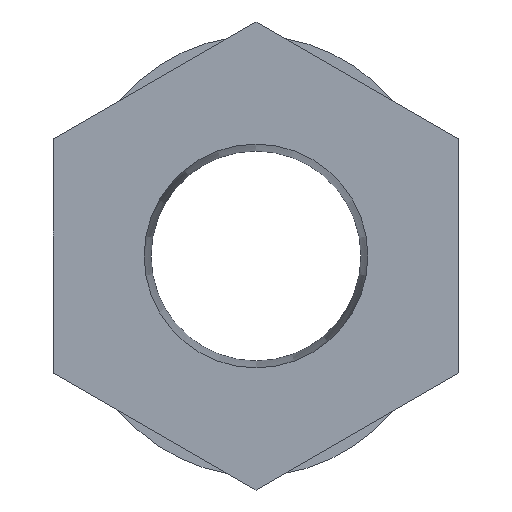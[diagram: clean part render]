
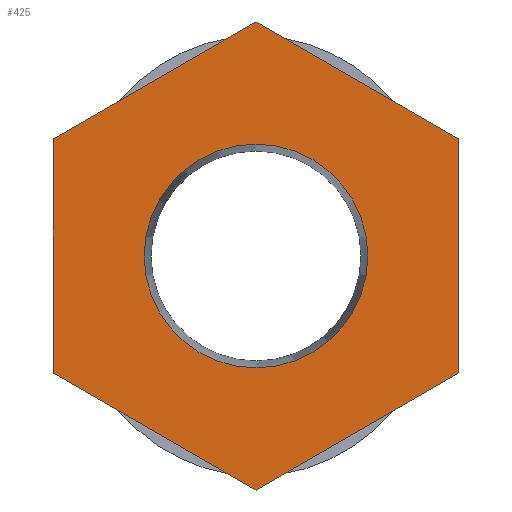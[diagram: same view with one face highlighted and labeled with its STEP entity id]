
A CAD part, front view. The second image highlights one B-rep face of the part: STEP entity #425.
In plain terms, the highlighted planar face has unit normal (0, -1, 0).
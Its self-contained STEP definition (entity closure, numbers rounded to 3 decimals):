
#28=LINE('',#565,#46);
#32=LINE('',#574,#50);
#35=LINE('',#580,#53);
#38=LINE('',#586,#56);
#41=LINE('',#592,#59);
#44=LINE('',#598,#62);
#46=VECTOR('',#484,1000.);
#50=VECTOR('',#490,1000.);
#53=VECTOR('',#495,1000.);
#56=VECTOR('',#500,1000.);
#59=VECTOR('',#505,1000.);
#62=VECTOR('',#510,1000.);
#71=PLANE('',#453);
#110=ORIENTED_EDGE('',*,*,#139,.T.);
#111=ORIENTED_EDGE('',*,*,#141,.T.);
#112=ORIENTED_EDGE('',*,*,#145,.T.);
#113=ORIENTED_EDGE('',*,*,#148,.T.);
#114=ORIENTED_EDGE('',*,*,#151,.T.);
#115=ORIENTED_EDGE('',*,*,#154,.T.);
#116=ORIENTED_EDGE('',*,*,#157,.T.);
#139=EDGE_CURVE('',#170,#170,#195,.F.);
#141=EDGE_CURVE('',#172,#173,#28,.T.);
#145=EDGE_CURVE('',#173,#176,#32,.T.);
#148=EDGE_CURVE('',#176,#178,#35,.T.);
#151=EDGE_CURVE('',#178,#180,#38,.T.);
#154=EDGE_CURVE('',#180,#182,#41,.T.);
#157=EDGE_CURVE('',#182,#172,#44,.T.);
#170=VERTEX_POINT('',#561);
#172=VERTEX_POINT('',#566);
#173=VERTEX_POINT('',#567);
#176=VERTEX_POINT('',#575);
#178=VERTEX_POINT('',#581);
#180=VERTEX_POINT('',#587);
#182=VERTEX_POINT('',#593);
#195=CIRCLE('',#443,4.831);
#216=EDGE_LOOP('',(#110));
#217=EDGE_LOOP('',(#111,#112,#113,#114,#115,#116));
#250=FACE_BOUND('',#216,.T.);
#251=FACE_BOUND('',#217,.T.);
#425=ADVANCED_FACE('',(#250,#251),#71,.T.);
#443=AXIS2_PLACEMENT_3D('',#560,#478,#479);
#453=AXIS2_PLACEMENT_3D('',#603,#516,#517);
#478=DIRECTION('',(0.,-1.,0.));
#479=DIRECTION('',(0.,0.,-1.));
#484=DIRECTION('',(0.,0.,-1.));
#490=DIRECTION('',(0.866,0.,-0.5));
#495=DIRECTION('',(0.866,0.,0.5));
#500=DIRECTION('',(0.,0.,1.));
#505=DIRECTION('',(-0.866,0.,0.5));
#510=DIRECTION('',(-0.866,0.,-0.5));
#516=DIRECTION('',(0.,-1.,0.));
#517=DIRECTION('',(0.,0.,-1.));
#560=CARTESIAN_POINT('',(0.,0.,0.));
#561=CARTESIAN_POINT('',(0.,0.,-4.831));
#565=CARTESIAN_POINT('',(-8.75,0.,5.052));
#566=CARTESIAN_POINT('',(-8.75,0.,5.052));
#567=CARTESIAN_POINT('',(-8.75,0.,-5.052));
#574=CARTESIAN_POINT('',(-8.75,0.,-5.052));
#575=CARTESIAN_POINT('',(0.,0.,-10.104));
#580=CARTESIAN_POINT('',(0.,0.,-10.104));
#581=CARTESIAN_POINT('',(8.75,0.,-5.052));
#586=CARTESIAN_POINT('',(8.75,0.,-5.052));
#587=CARTESIAN_POINT('',(8.75,0.,5.052));
#592=CARTESIAN_POINT('',(8.75,0.,5.052));
#593=CARTESIAN_POINT('',(0.,0.,10.104));
#598=CARTESIAN_POINT('',(0.,0.,10.104));
#603=CARTESIAN_POINT('',(0.,0.,0.));
